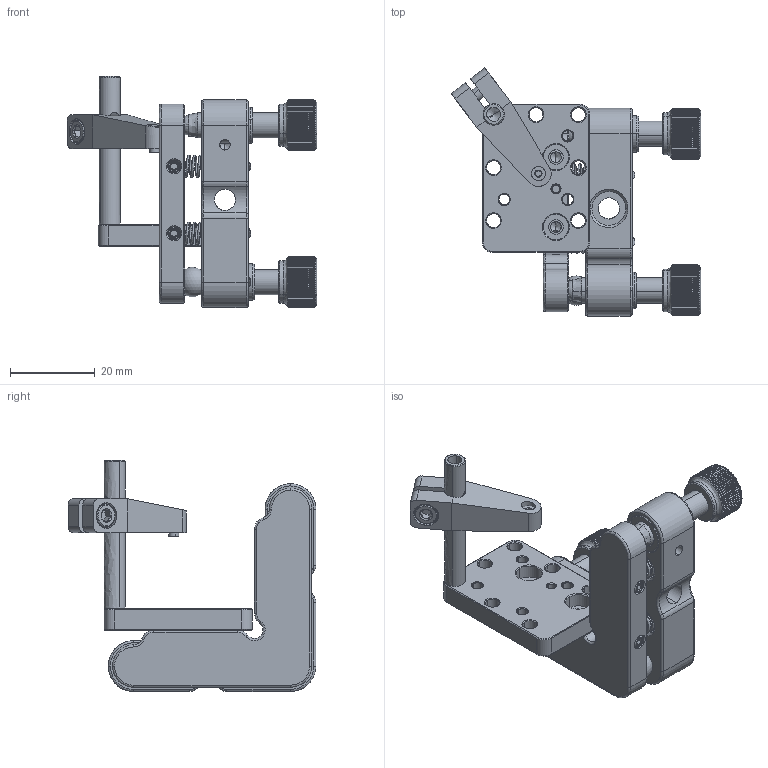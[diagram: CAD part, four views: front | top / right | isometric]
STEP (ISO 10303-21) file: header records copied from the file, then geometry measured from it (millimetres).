
FILE_DESCRIPTION (( 'STEP AP203' ), '1' );
FILE_NAME ('527850，1英寸棱镜镜架调节平台-二轴(3).STEP', '2025-05-22T06:32:23', ( 'Windows User' ), ( 'P R C' ), 'SwSTEP 2.0', 'SolidWorks 2020', '' );
FILE_SCHEMA (( 'CONFIG_CONTROL_DESIGN' ));
Products named in the file (1): 527850，1英寸棱镜镜架调节平台-二轴(3)
Bounding box: 58.93 x 58.49 x 54.5 mm (x, y, z)
Volume: 22490.9 mm3; surface area: 20340.7 mm2
Topology: 33 solids, 33 shells, 1493 faces, 3801 edges, 2371 vertices
Faces by surface type: plane 609, cylinder 358, bspline 342, cone 181, sphere 3
Entity records: 58248 total; most frequent: CARTESIAN_POINT 26144, ORIENTED_EDGE 7516, DIRECTION 5598, EDGE_CURVE 3758, VERTEX_POINT 2365, AXIS2_PLACEMENT_3D 2069, EDGE_LOOP 1603, ADVANCED_FACE 1493
